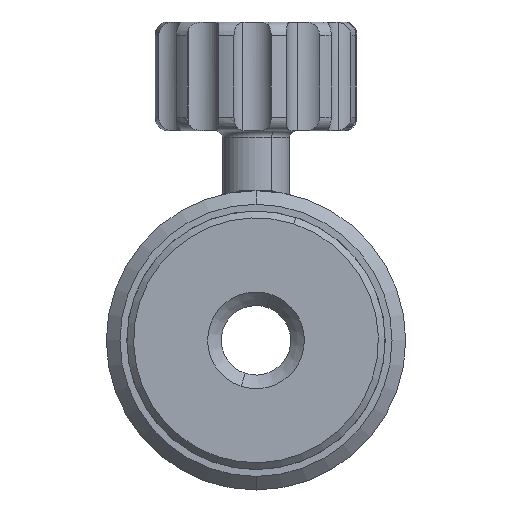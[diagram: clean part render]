
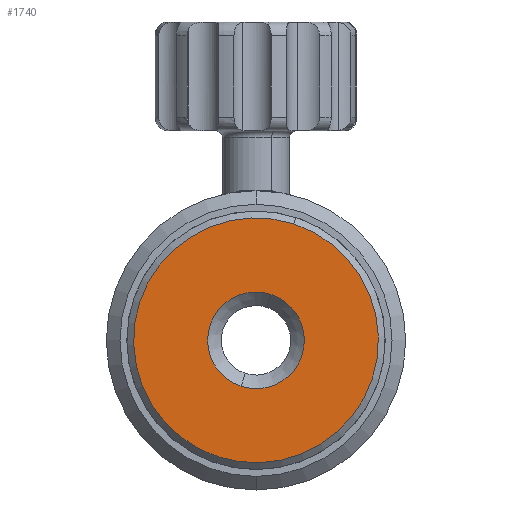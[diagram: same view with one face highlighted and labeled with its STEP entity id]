
A CAD part, front view. The second image highlights one B-rep face of the part: STEP entity #1740.
In plain terms, the highlighted planar face has unit normal (0, -1, 0).
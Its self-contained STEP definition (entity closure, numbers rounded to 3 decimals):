
#111 = CARTESIAN_POINT ( 'NONE',  ( 5.859, -14.09, 41.48 ) ) ;
#255 = EDGE_CURVE ( 'NONE', #334, #1709, #5017, .T. ) ;
#334 = VERTEX_POINT ( 'NONE', #111 ) ;
#347 = AXIS2_PLACEMENT_3D ( 'NONE', #1493, #4387, #2310 ) ;
#403 = AXIS2_PLACEMENT_3D ( 'NONE', #3901, #3883, #1442 ) ;
#453 = DIRECTION ( 'NONE',  ( 0.308, 0., 0.951 ) ) ;
#564 = DIRECTION ( 'NONE',  ( 0., 1., 0. ) ) ;
#951 = CIRCLE ( 'NONE', #347, 9. ) ;
#1030 = DIRECTION ( 'NONE',  ( 0., 1., 0. ) ) ;
#1257 = AXIS2_PLACEMENT_3D ( 'NONE', #1690, #1325, #453 ) ;
#1325 = DIRECTION ( 'NONE',  ( 0., 1., 0. ) ) ;
#1341 = CARTESIAN_POINT ( 'NONE',  ( 4.763, -14.09, 38.1 ) ) ;
#1385 = ORIENTED_EDGE ( 'NONE', *, *, #4207, .T. ) ;
#1442 = DIRECTION ( 'NONE',  ( 0.308, 0., 0.951 ) ) ;
#1493 = CARTESIAN_POINT ( 'NONE',  ( 4.763, -14.09, 38.1 ) ) ;
#1651 = FACE_OUTER_BOUND ( 'NONE', #2263, .T. ) ;
#1690 = CARTESIAN_POINT ( 'NONE',  ( 4.763, -14.09, 38.1 ) ) ;
#1709 = VERTEX_POINT ( 'NONE', #4885 ) ;
#1740 = ADVANCED_FACE ( 'NONE', ( #4633, #1651 ), #4133, .F. ) ;
#1759 = ORIENTED_EDGE ( 'NONE', *, *, #255, .T. ) ;
#1793 = CIRCLE ( 'NONE', #403, 9. ) ;
#1915 = CARTESIAN_POINT ( 'NONE',  ( 7.538, -14.09, 46.661 ) ) ;
#1933 = AXIS2_PLACEMENT_3D ( 'NONE', #5117, #1030, #3487 ) ;
#2143 = CARTESIAN_POINT ( 'NONE',  ( 1.988, -14.09, 29.539 ) ) ;
#2262 = EDGE_CURVE ( 'NONE', #2269, #5256, #951, .T. ) ;
#2263 = EDGE_LOOP ( 'NONE', ( #3500, #1385 ) ) ;
#2269 = VERTEX_POINT ( 'NONE', #1915 ) ;
#2310 = DIRECTION ( 'NONE',  ( 0.308, 0., 0.951 ) ) ;
#3068 = EDGE_CURVE ( 'NONE', #1709, #334, #3910, .T. ) ;
#3237 = AXIS2_PLACEMENT_3D ( 'NONE', #1341, #564, #4149 ) ;
#3378 = ORIENTED_EDGE ( 'NONE', *, *, #3068, .T. ) ;
#3487 = DIRECTION ( 'NONE',  ( 0.308, 0., 0.951 ) ) ;
#3500 = ORIENTED_EDGE ( 'NONE', *, *, #2262, .T. ) ;
#3883 = DIRECTION ( 'NONE',  ( 0., -1., 0. ) ) ;
#3901 = CARTESIAN_POINT ( 'NONE',  ( 4.763, -14.09, 38.1 ) ) ;
#3910 = CIRCLE ( 'NONE', #1933, 3.553 ) ;
#4133 = PLANE ( 'NONE',  #1257 ) ;
#4149 = DIRECTION ( 'NONE',  ( 0.308, 0., 0.951 ) ) ;
#4207 = EDGE_CURVE ( 'NONE', #5256, #2269, #1793, .T. ) ;
#4387 = DIRECTION ( 'NONE',  ( 0., -1., 0. ) ) ;
#4633 = FACE_BOUND ( 'NONE', #5197, .T. ) ;
#4885 = CARTESIAN_POINT ( 'NONE',  ( 3.668, -14.09, 34.72 ) ) ;
#5017 = CIRCLE ( 'NONE', #3237, 3.553 ) ;
#5117 = CARTESIAN_POINT ( 'NONE',  ( 4.763, -14.09, 38.1 ) ) ;
#5197 = EDGE_LOOP ( 'NONE', ( #3378, #1759 ) ) ;
#5256 = VERTEX_POINT ( 'NONE', #2143 ) ;
